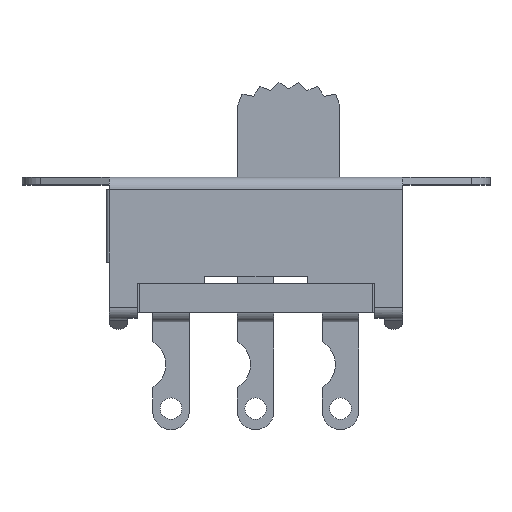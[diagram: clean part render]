
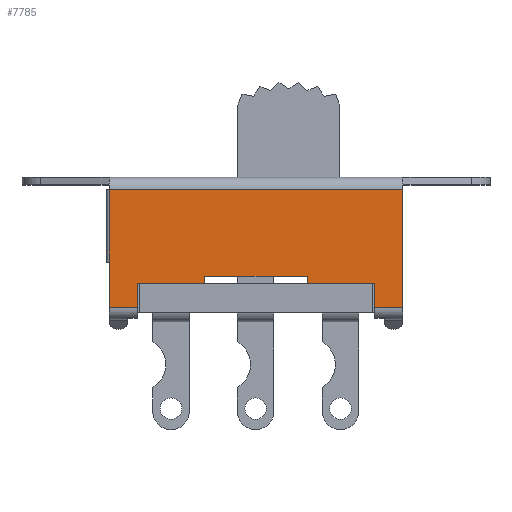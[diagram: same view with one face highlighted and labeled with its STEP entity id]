
A CAD part, top view. The second image highlights one B-rep face of the part: STEP entity #7785.
In plain terms, the highlighted planar face has unit normal (0, 0, 1).
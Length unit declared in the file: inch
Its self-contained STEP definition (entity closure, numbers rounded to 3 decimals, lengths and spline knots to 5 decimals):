
#699=FACE_OUTER_BOUND('',#1096,.T.);
#1096=EDGE_LOOP('',(#6525,#6526,#6527,#6528,#6529,#6530,#6531,#6532,#6533,
#6534,#6535,#6536,#6537));
#1845=LINE('',#12205,#2702);
#1866=LINE('',#12314,#2723);
#1878=LINE('',#12340,#2735);
#1916=LINE('',#12441,#2773);
#1926=LINE('',#12465,#2783);
#1927=LINE('',#12467,#2784);
#1928=LINE('',#12469,#2785);
#1929=LINE('',#12471,#2786);
#1930=LINE('',#12473,#2787);
#1931=LINE('',#12475,#2788);
#1932=LINE('',#12476,#2789);
#1933=LINE('',#12478,#2790);
#1934=LINE('',#12479,#2791);
#2702=VECTOR('',#9998,0.3937);
#2723=VECTOR('',#10083,0.3937);
#2735=VECTOR('',#10107,0.3937);
#2773=VECTOR('',#10193,0.3937);
#2783=VECTOR('',#10215,0.3937);
#2784=VECTOR('',#10216,0.3937);
#2785=VECTOR('',#10217,0.3937);
#2786=VECTOR('',#10218,0.3937);
#2787=VECTOR('',#10219,0.3937);
#2788=VECTOR('',#10220,0.3937);
#2789=VECTOR('',#10221,0.3937);
#2790=VECTOR('',#10222,0.3937);
#2791=VECTOR('',#10223,0.3937);
#3441=VERTEX_POINT('',#12202);
#3442=VERTEX_POINT('',#12204);
#3470=VERTEX_POINT('',#12310);
#3471=VERTEX_POINT('',#12312);
#3479=VERTEX_POINT('',#12338);
#3518=VERTEX_POINT('',#12439);
#3526=VERTEX_POINT('',#12464);
#3527=VERTEX_POINT('',#12466);
#3528=VERTEX_POINT('',#12468);
#3529=VERTEX_POINT('',#12470);
#3530=VERTEX_POINT('',#12472);
#3531=VERTEX_POINT('',#12474);
#3532=VERTEX_POINT('',#12477);
#4440=EDGE_CURVE('',#3441,#3442,#1845,.T.);
#4480=EDGE_CURVE('',#3471,#3470,#1866,.T.);
#4494=EDGE_CURVE('',#3471,#3479,#1878,.T.);
#4545=EDGE_CURVE('',#3518,#3441,#1916,.T.);
#4557=EDGE_CURVE('',#3526,#3479,#1926,.T.);
#4558=EDGE_CURVE('',#3526,#3527,#1927,.T.);
#4559=EDGE_CURVE('',#3527,#3528,#1928,.T.);
#4560=EDGE_CURVE('',#3528,#3529,#1929,.T.);
#4561=EDGE_CURVE('',#3529,#3530,#1930,.T.);
#4562=EDGE_CURVE('',#3530,#3531,#1931,.T.);
#4563=EDGE_CURVE('',#3531,#3442,#1932,.T.);
#4564=EDGE_CURVE('',#3518,#3532,#1933,.T.);
#4565=EDGE_CURVE('',#3532,#3470,#1934,.T.);
#6525=ORIENTED_EDGE('',*,*,#4480,.F.);
#6526=ORIENTED_EDGE('',*,*,#4494,.T.);
#6527=ORIENTED_EDGE('',*,*,#4557,.F.);
#6528=ORIENTED_EDGE('',*,*,#4558,.T.);
#6529=ORIENTED_EDGE('',*,*,#4559,.T.);
#6530=ORIENTED_EDGE('',*,*,#4560,.T.);
#6531=ORIENTED_EDGE('',*,*,#4561,.T.);
#6532=ORIENTED_EDGE('',*,*,#4562,.T.);
#6533=ORIENTED_EDGE('',*,*,#4563,.T.);
#6534=ORIENTED_EDGE('',*,*,#4440,.F.);
#6535=ORIENTED_EDGE('',*,*,#4545,.F.);
#6536=ORIENTED_EDGE('',*,*,#4564,.T.);
#6537=ORIENTED_EDGE('',*,*,#4565,.T.);
#7084=PLANE('',#8364);
#7785=ADVANCED_FACE('',(#699),#7084,.T.);
#8364=AXIS2_PLACEMENT_3D('',#12463,#10213,#10214);
#9998=DIRECTION('',(0.,1.,0.));
#10083=DIRECTION('',(0.,1.,0.));
#10107=DIRECTION('',(0.,-1.,0.));
#10193=DIRECTION('',(-1.,0.,0.));
#10213=DIRECTION('center_axis',(0.,0.,1.));
#10214=DIRECTION('ref_axis',(1.,0.,0.));
#10215=DIRECTION('',(-1.,0.,0.));
#10216=DIRECTION('',(0.,1.,0.));
#10217=DIRECTION('',(1.,0.,0.));
#10218=DIRECTION('',(0.,1.,0.));
#10219=DIRECTION('',(1.,0.,0.));
#10220=DIRECTION('',(0.,-1.,0.));
#10221=DIRECTION('',(1.,0.,0.));
#10222=DIRECTION('',(0.,1.,0.));
#10223=DIRECTION('',(-1.,0.,0.));
#12202=CARTESIAN_POINT('',(0.254,0.16464,-0.00946));
#12204=CARTESIAN_POINT('',(0.254,0.21664,-0.00946));
#12205=CARTESIAN_POINT('',(0.254,0.15464,-0.00946));
#12310=CARTESIAN_POINT('',(-0.314,0.41693,-0.00946));
#12312=CARTESIAN_POINT('',(-0.314,0.26193,-0.00946));
#12314=CARTESIAN_POINT('',(-0.314,0.33203,-0.00946));
#12338=CARTESIAN_POINT('',(-0.314,0.16464,-0.00946));
#12340=CARTESIAN_POINT('',(-0.314,0.43264,-0.00946));
#12439=CARTESIAN_POINT('',(0.314,0.16464,-0.00946));
#12441=CARTESIAN_POINT('',(0.,0.16464,-0.00946));
#12463=CARTESIAN_POINT('Origin',(0.,0.32464,
-0.00946));
#12464=CARTESIAN_POINT('',(-0.254,0.16464,-0.00946));
#12465=CARTESIAN_POINT('',(0.,0.16464,-0.00946));
#12466=CARTESIAN_POINT('',(-0.254,0.21664,-0.00946));
#12467=CARTESIAN_POINT('',(-0.254,0.15464,-0.00946));
#12468=CARTESIAN_POINT('',(-0.11,0.21664,-0.00946));
#12469=CARTESIAN_POINT('',(-0.314,0.21664,-0.00946));
#12470=CARTESIAN_POINT('',(-0.11,0.23164,-0.00946));
#12471=CARTESIAN_POINT('',(-0.11,0.27814,-0.00946));
#12472=CARTESIAN_POINT('',(0.11,0.23164,-0.00946));
#12473=CARTESIAN_POINT('',(0.055,0.23164,-0.00946));
#12474=CARTESIAN_POINT('',(0.11,0.21664,-0.00946));
#12475=CARTESIAN_POINT('',(0.11,0.27064,-0.00946));
#12476=CARTESIAN_POINT('',(-0.314,0.21664,-0.00946));
#12477=CARTESIAN_POINT('',(0.314,0.41693,-0.00946));
#12478=CARTESIAN_POINT('',(0.314,0.21664,-0.00946));
#12479=CARTESIAN_POINT('',(0.,0.41693,-0.00946));
